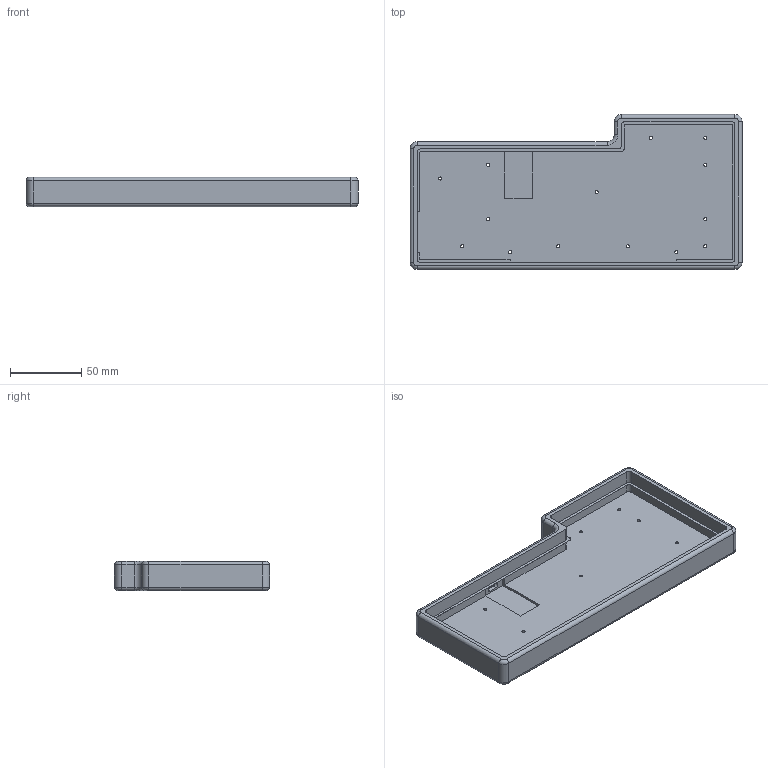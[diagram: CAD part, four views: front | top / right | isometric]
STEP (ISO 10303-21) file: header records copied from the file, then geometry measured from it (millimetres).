
FILE_DESCRIPTION(('HOOPS Exchange Step'),'2;1');
FILE_NAME('temp_export','2023-06-12T21:25:19+20:00',('jscotto'),('Shapr3D Limited'),'HOOPS Exchange 2022.2','Shapr3D','Authorized');
FILE_SCHEMA( ('AUTOMOTIVE_DESIGN { 1 0 10303 214 1 1 1 1 }') );
Length unit declared in the file: millimetre
Products named in the file (1): Case
Bounding box: 232.5 x 108.57 x 20.6 mm (x, y, z)
Volume: 123046.1 mm3; surface area: 70304.7 mm2
Topology: 1 solids, 1 shells, 123 faces, 349 edges, 229 vertices
Faces by surface type: cylinder 48, plane 43, cone 20, torus 12
Full cylindrical faces by diameter (mm): 2.2 x14
Entity records: 4215 total; most frequent: CARTESIAN_POINT 783, DIRECTION 757, ORIENTED_EDGE 698, EDGE_CURVE 349, AXIS2_PLACEMENT_3D 289, VERTEX_POINT 229, VECTOR 179, LINE 179
